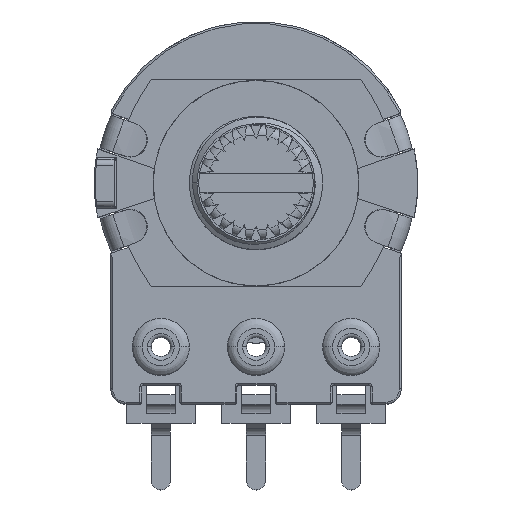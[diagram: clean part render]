
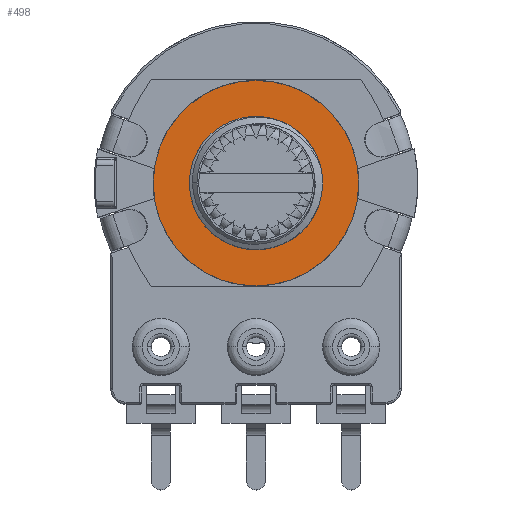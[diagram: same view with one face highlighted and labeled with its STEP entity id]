
A CAD part, top view. The second image highlights one B-rep face of the part: STEP entity #498.
In plain terms, the highlighted planar face has unit normal (0, 0, 1).
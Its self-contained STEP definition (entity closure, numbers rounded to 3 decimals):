
#202 = DIRECTION ( 'NONE',  ( 0., 0., 1. ) ) ;
#498 = ADVANCED_FACE ( 'NONE', ( #8642, #31865 ), #18963, .T. ) ;
#719 = DIRECTION ( 'NONE',  ( 1., 0., 0. ) ) ;
#997 = DIRECTION ( 'NONE',  ( 1., 0., 0. ) ) ;
#2454 = EDGE_LOOP ( 'NONE', ( #13545, #14167 ) ) ;
#3720 = DIRECTION ( 'NONE',  ( 0., 0., 1. ) ) ;
#4063 = CARTESIAN_POINT ( 'NONE',  ( 0., 0., 9.15 ) ) ;
#6200 = ORIENTED_EDGE ( 'NONE', *, *, #13474, .F. ) ;
#7860 = CARTESIAN_POINT ( 'NONE',  ( 0., 0., 9.15 ) ) ;
#8576 = DIRECTION ( 'NONE',  ( 0., 0., 1. ) ) ;
#8642 = FACE_BOUND ( 'NONE', #16143, .T. ) ;
#8758 = CIRCLE ( 'NONE', #27120, 3.5 ) ;
#11442 = AXIS2_PLACEMENT_3D ( 'NONE', #18449, #18108, #25396 ) ;
#11481 = AXIS2_PLACEMENT_3D ( 'NONE', #7860, #202, #719 ) ;
#11901 = AXIS2_PLACEMENT_3D ( 'NONE', #4063, #3720, #997 ) ;
#12351 = CARTESIAN_POINT ( 'NONE',  ( 0., 0., 9.15 ) ) ;
#12905 = EDGE_CURVE ( 'NONE', #15131, #13460, #22768, .T. ) ;
#13460 = VERTEX_POINT ( 'NONE', #24315 ) ;
#13474 = EDGE_CURVE ( 'NONE', #15486, #21465, #8758, .T. ) ;
#13545 = ORIENTED_EDGE ( 'NONE', *, *, #12905, .T. ) ;
#14167 = ORIENTED_EDGE ( 'NONE', *, *, #21029, .T. ) ;
#15131 = VERTEX_POINT ( 'NONE', #21435 ) ;
#15486 = VERTEX_POINT ( 'NONE', #19523 ) ;
#16143 = EDGE_LOOP ( 'NONE', ( #31143, #6200 ) ) ;
#18108 = DIRECTION ( 'NONE',  ( 0., 0., 1. ) ) ;
#18449 = CARTESIAN_POINT ( 'NONE',  ( 0., 0., 9.15 ) ) ;
#18963 = PLANE ( 'NONE',  #11901 ) ;
#19366 = CARTESIAN_POINT ( 'NONE',  ( -3.5, 0., 9.15 ) ) ;
#19523 = CARTESIAN_POINT ( 'NONE',  ( 3.5, 0., 9.15 ) ) ;
#20019 = EDGE_CURVE ( 'NONE', #21465, #15486, #28229, .T. ) ;
#21029 = EDGE_CURVE ( 'NONE', #13460, #15131, #28812, .T. ) ;
#21435 = CARTESIAN_POINT ( 'NONE',  ( 5.4, 0., 9.15 ) ) ;
#21465 = VERTEX_POINT ( 'NONE', #19366 ) ;
#22768 = CIRCLE ( 'NONE', #11442, 5.4 ) ;
#23307 = DIRECTION ( 'NONE',  ( 0., 0., 1. ) ) ;
#24315 = CARTESIAN_POINT ( 'NONE',  ( -5.4, 0., 9.15 ) ) ;
#25396 = DIRECTION ( 'NONE',  ( 1., 0., 0. ) ) ;
#25560 = AXIS2_PLACEMENT_3D ( 'NONE', #12351, #23307, #25853 ) ;
#25853 = DIRECTION ( 'NONE',  ( 1., 0., 0. ) ) ;
#26533 = DIRECTION ( 'NONE',  ( 1., 0., 0. ) ) ;
#27120 = AXIS2_PLACEMENT_3D ( 'NONE', #29242, #8576, #26533 ) ;
#28229 = CIRCLE ( 'NONE', #11481, 3.5 ) ;
#28812 = CIRCLE ( 'NONE', #25560, 5.4 ) ;
#29242 = CARTESIAN_POINT ( 'NONE',  ( 0., 0., 9.15 ) ) ;
#31143 = ORIENTED_EDGE ( 'NONE', *, *, #20019, .F. ) ;
#31865 = FACE_OUTER_BOUND ( 'NONE', #2454, .T. ) ;
